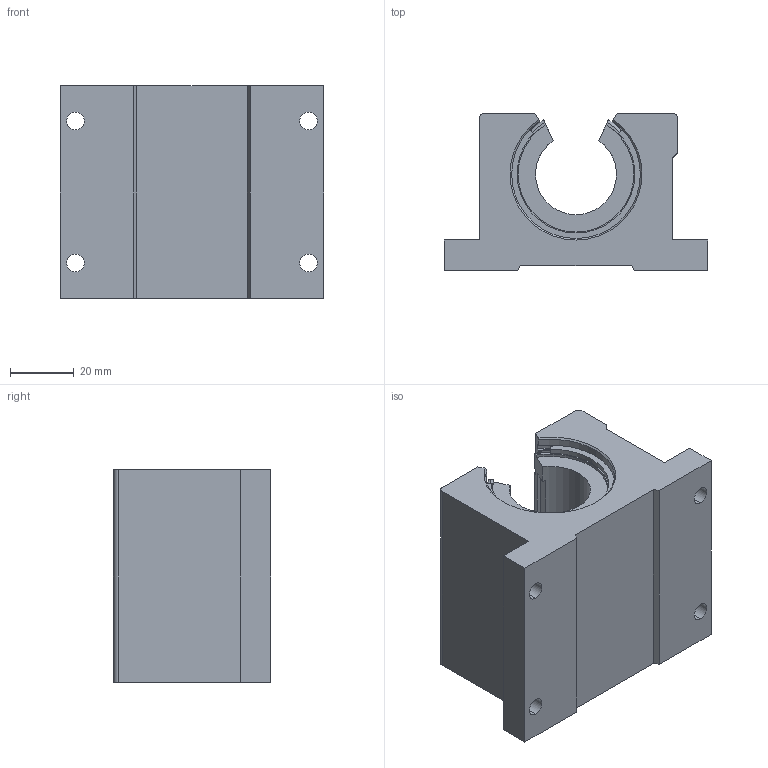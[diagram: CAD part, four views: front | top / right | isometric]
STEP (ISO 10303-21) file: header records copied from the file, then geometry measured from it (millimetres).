
FILE_DESCRIPTION (( 'STEP AP203' ), '1' );
FILE_NAME ('IPPN16G.step', '2023-06-07T12:28:36', ( '' ), ( '' ), 'SwSTEP 2.0', 'SolidWorks 2021', '' );
FILE_SCHEMA (( 'CONFIG_CONTROL_DESIGN' ));
Length unit declared in the file: inch
Products named in the file (1): IPPN16G
Bounding box: 82.55 x 49.23 x 66.67 mm (x, y, z)
Volume: 156633.4 mm3; surface area: 41772.2 mm2
Topology: 5 solids, 5 shells, 157 faces, 418 edges, 271 vertices
Faces by surface type: cylinder 74, plane 52, cone 21, torus 10
Entity records: 5139 total; most frequent: CARTESIAN_POINT 1021, DIRECTION 888, ORIENTED_EDGE 836, EDGE_CURVE 418, AXIS2_PLACEMENT_3D 340, VERTEX_POINT 271, VECTOR 208, LINE 208
